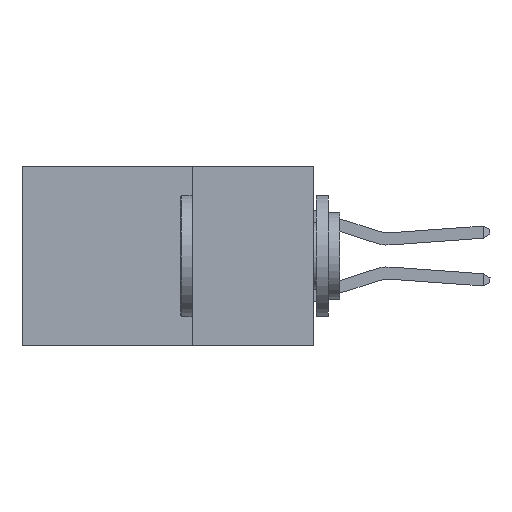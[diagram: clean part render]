
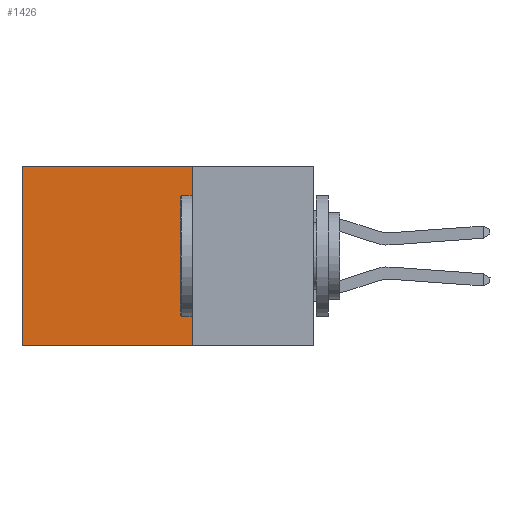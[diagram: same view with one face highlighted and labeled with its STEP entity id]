
A CAD part, left-side view. The second image highlights one B-rep face of the part: STEP entity #1426.
In plain terms, the highlighted planar face has unit normal (-1, 0, 0).
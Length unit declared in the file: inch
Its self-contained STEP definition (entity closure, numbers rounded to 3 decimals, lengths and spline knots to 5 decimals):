
#1426 = ADVANCED_FACE ( 'NONE', ( #33640 ), #29706, .F. ) ;
#2032 = CARTESIAN_POINT ( 'NONE',  ( 0.2875, 0.25, 0. ) ) ;
#2306 = LINE ( 'NONE', #4355, #36281 ) ;
#2346 = EDGE_CURVE ( 'NONE', #16080, #38620, #12177, .T. ) ;
#3359 = CARTESIAN_POINT ( 'NONE',  ( 0.2875, 0.25, -0.37 ) ) ;
#3896 = EDGE_CURVE ( 'NONE', #37024, #38620, #2306, .T. ) ;
#4355 = CARTESIAN_POINT ( 'NONE',  ( 0.2875, 0.6, 0. ) ) ;
#4384 = ORIENTED_EDGE ( 'NONE', *, *, #3896, .T. ) ;
#4970 = DIRECTION ( 'NONE',  ( 1., 0., 0. ) ) ;
#5378 = DIRECTION ( 'NONE',  ( 0., 0., -1. ) ) ;
#5499 = VECTOR ( 'NONE', #6274, 39.37008 ) ;
#5972 = AXIS2_PLACEMENT_3D ( 'NONE', #33235, #4970, #5378 ) ;
#6274 = DIRECTION ( 'NONE',  ( 0., 0., -1. ) ) ;
#10004 = VECTOR ( 'NONE', #30835, 39.37008 ) ;
#12177 = LINE ( 'NONE', #3359, #30121 ) ;
#13795 = LINE ( 'NONE', #27802, #5499 ) ;
#13860 = CARTESIAN_POINT ( 'NONE',  ( 0.2875, 0.6, 0. ) ) ;
#14132 = DIRECTION ( 'NONE',  ( 0., 0., -1. ) ) ;
#15293 = CARTESIAN_POINT ( 'NONE',  ( 0.2875, 0.25, -0.37 ) ) ;
#16080 = VERTEX_POINT ( 'NONE', #15293 ) ;
#16665 = EDGE_LOOP ( 'NONE', ( #4384, #39537, #27702, #18108 ) ) ;
#17318 = EDGE_CURVE ( 'NONE', #34661, #16080, #13795, .T. ) ;
#18108 = ORIENTED_EDGE ( 'NONE', *, *, #27235, .T. ) ;
#19383 = DIRECTION ( 'NONE',  ( 0., 1., 0. ) ) ;
#21425 = CARTESIAN_POINT ( 'NONE',  ( 0.2875, 0.6, -0.37 ) ) ;
#27235 = EDGE_CURVE ( 'NONE', #34661, #37024, #30430, .T. ) ;
#27702 = ORIENTED_EDGE ( 'NONE', *, *, #17318, .F. ) ;
#27802 = CARTESIAN_POINT ( 'NONE',  ( 0.2875, 0.25, 0. ) ) ;
#29706 = PLANE ( 'NONE',  #5972 ) ;
#30121 = VECTOR ( 'NONE', #19383, 39.37008 ) ;
#30430 = LINE ( 'NONE', #30972, #10004 ) ;
#30835 = DIRECTION ( 'NONE',  ( 0., 1., 0. ) ) ;
#30972 = CARTESIAN_POINT ( 'NONE',  ( 0.2875, 0.25, 0. ) ) ;
#33235 = CARTESIAN_POINT ( 'NONE',  ( 0.2875, 0.25, 0. ) ) ;
#33640 = FACE_OUTER_BOUND ( 'NONE', #16665, .T. ) ;
#34661 = VERTEX_POINT ( 'NONE', #2032 ) ;
#36281 = VECTOR ( 'NONE', #14132, 39.37008 ) ;
#37024 = VERTEX_POINT ( 'NONE', #13860 ) ;
#38620 = VERTEX_POINT ( 'NONE', #21425 ) ;
#39537 = ORIENTED_EDGE ( 'NONE', *, *, #2346, .F. ) ;
